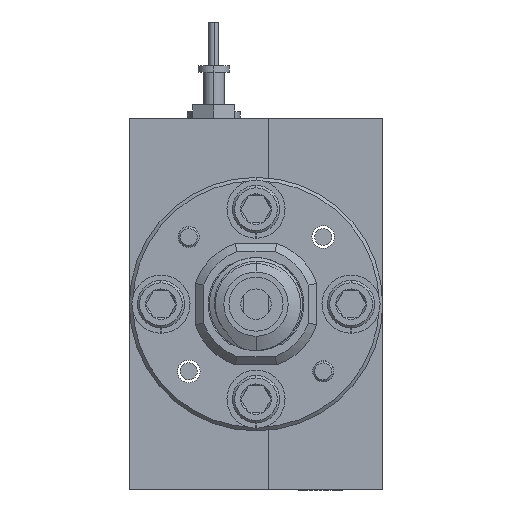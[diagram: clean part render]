
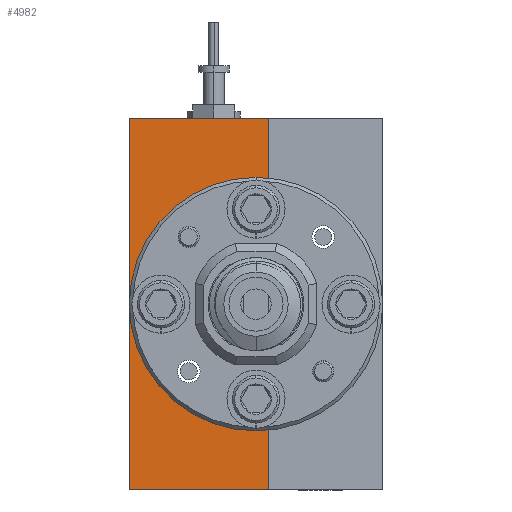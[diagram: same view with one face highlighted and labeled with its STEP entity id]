
A CAD part, left-side view. The second image highlights one B-rep face of the part: STEP entity #4982.
In plain terms, the highlighted planar face has unit normal (-1, 0, 0).
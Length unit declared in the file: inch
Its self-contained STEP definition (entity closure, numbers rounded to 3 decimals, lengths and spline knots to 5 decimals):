
#151 = DIRECTION ( 'NONE',  ( 0., 0., 1. ) ) ;
#197 = EDGE_CURVE ( 'NONE', #10723, #3225, #10957, .T. ) ;
#437 = VECTOR ( 'NONE', #6462, 39.37008 ) ;
#1248 = VERTEX_POINT ( 'NONE', #15790 ) ;
#1609 = ORIENTED_EDGE ( 'NONE', *, *, #6806, .F. ) ;
#1623 = DIRECTION ( 'NONE',  ( -1., 0., 0. ) ) ;
#1744 = CARTESIAN_POINT ( 'NONE',  ( -1.17925, 0.75, -1.67364 ) ) ;
#1999 = EDGE_CURVE ( 'NONE', #13439, #1248, #6404, .T. ) ;
#2298 = ORIENTED_EDGE ( 'NONE', *, *, #7878, .F. ) ;
#2439 = VERTEX_POINT ( 'NONE', #8475 ) ;
#2736 = DIRECTION ( 'NONE',  ( 0., 0., 1. ) ) ;
#2766 = CARTESIAN_POINT ( 'NONE',  ( -1.17925, 0.375, -1.40489 ) ) ;
#3084 = CARTESIAN_POINT ( 'NONE',  ( -1.17925, 0.375, -1.12364 ) ) ;
#3166 = VECTOR ( 'NONE', #14827, 39.37008 ) ;
#3225 = VERTEX_POINT ( 'NONE', #14913 ) ;
#3360 = ORIENTED_EDGE ( 'NONE', *, *, #3521, .T. ) ;
#3509 = EDGE_CURVE ( 'NONE', #16702, #5612, #12266, .T. ) ;
#3521 = EDGE_CURVE ( 'NONE', #2439, #16046, #4121, .T. ) ;
#4069 = FACE_OUTER_BOUND ( 'NONE', #6724, .T. ) ;
#4121 = LINE ( 'NONE', #10643, #6968 ) ;
#4346 = VERTEX_POINT ( 'NONE', #14319 ) ;
#4982 = ADVANCED_FACE ( 'NONE', ( #4069 ), #16430, .F. ) ;
#4987 = ORIENTED_EDGE ( 'NONE', *, *, #14843, .T. ) ;
#5550 = DIRECTION ( 'NONE',  ( -1., 0., 0. ) ) ;
#5612 = VERTEX_POINT ( 'NONE', #10974 ) ;
#5711 = AXIS2_PLACEMENT_3D ( 'NONE', #9433, #14726, #10586 ) ;
#6027 = CARTESIAN_POINT ( 'NONE',  ( -1.17925, 0.338, -0.78297 ) ) ;
#6151 = DIRECTION ( 'NONE',  ( 0., 0., 1. ) ) ;
#6302 = CARTESIAN_POINT ( 'NONE',  ( -1.17925, 0.65625, -1.12364 ) ) ;
#6404 = LINE ( 'NONE', #15323, #16027 ) ;
#6462 = DIRECTION ( 'NONE',  ( 0., 0., 1. ) ) ;
#6587 = CIRCLE ( 'NONE', #10551, 0.34 ) ;
#6724 = EDGE_LOOP ( 'NONE', ( #3360, #1609, #13185, #2298, #8858, #9939, #4987, #15063, #12944, #13516 ) ) ;
#6806 = EDGE_CURVE ( 'NONE', #5612, #16046, #14895, .T. ) ;
#6968 = VECTOR ( 'NONE', #11863, 39.37008 ) ;
#7147 = AXIS2_PLACEMENT_3D ( 'NONE', #2766, #5550, #151 ) ;
#7167 = CARTESIAN_POINT ( 'NONE',  ( -1.17925, 0.338, -1.46431 ) ) ;
#7643 = DIRECTION ( 'NONE',  ( -1., 0., 0. ) ) ;
#7703 = DIRECTION ( 'NONE',  ( 0., 0., 1. ) ) ;
#7878 = EDGE_CURVE ( 'NONE', #4346, #16702, #14862, .T. ) ;
#8013 = LINE ( 'NONE', #11424, #437 ) ;
#8383 = CARTESIAN_POINT ( 'NONE',  ( -1.17925, 0.75, -1.67364 ) ) ;
#8475 = CARTESIAN_POINT ( 'NONE',  ( -1.17925, 0.338, -1.67364 ) ) ;
#8487 = DIRECTION ( 'NONE',  ( 1., 0., 0. ) ) ;
#8592 = CARTESIAN_POINT ( 'NONE',  ( -1.17925, 0.75, -0.57364 ) ) ;
#8858 = ORIENTED_EDGE ( 'NONE', *, *, #10910, .F. ) ;
#9150 = EDGE_CURVE ( 'NONE', #12267, #2439, #9944, .T. ) ;
#9433 = CARTESIAN_POINT ( 'NONE',  ( -1.17925, 0.375, -1.12364 ) ) ;
#9501 = DIRECTION ( 'NONE',  ( 0., 0., 1. ) ) ;
#9939 = ORIENTED_EDGE ( 'NONE', *, *, #197, .F. ) ;
#9944 = LINE ( 'NONE', #8383, #3166 ) ;
#10104 = CARTESIAN_POINT ( 'NONE',  ( -1.17925, 0.338, -0.57364 ) ) ;
#10551 = AXIS2_PLACEMENT_3D ( 'NONE', #3084, #1623, #9501 ) ;
#10573 = DIRECTION ( 'NONE',  ( -1., 0., 0. ) ) ;
#10586 = DIRECTION ( 'NONE',  ( 0., 0., 1. ) ) ;
#10643 = CARTESIAN_POINT ( 'NONE',  ( -1.17925, 0.338, -0.57364 ) ) ;
#10723 = VERTEX_POINT ( 'NONE', #6027 ) ;
#10910 = EDGE_CURVE ( 'NONE', #3225, #4346, #6587, .T. ) ;
#10957 = CIRCLE ( 'NONE', #12832, 0.07 ) ;
#10974 = CARTESIAN_POINT ( 'NONE',  ( -1.17925, 0.41677, -1.46107 ) ) ;
#11047 = DIRECTION ( 'NONE',  ( 0., 0., -1. ) ) ;
#11424 = CARTESIAN_POINT ( 'NONE',  ( -1.17925, 0.75, -0.57364 ) ) ;
#11863 = DIRECTION ( 'NONE',  ( 0., 0., 1. ) ) ;
#12266 = CIRCLE ( 'NONE', #5711, 0.34 ) ;
#12267 = VERTEX_POINT ( 'NONE', #1744 ) ;
#12671 = EDGE_CURVE ( 'NONE', #12267, #13439, #8013, .T. ) ;
#12832 = AXIS2_PLACEMENT_3D ( 'NONE', #13057, #10573, #2736 ) ;
#12944 = ORIENTED_EDGE ( 'NONE', *, *, #12671, .F. ) ;
#13014 = AXIS2_PLACEMENT_3D ( 'NONE', #8592, #8487, #11047 ) ;
#13057 = CARTESIAN_POINT ( 'NONE',  ( -1.17925, 0.375, -0.84239 ) ) ;
#13185 = ORIENTED_EDGE ( 'NONE', *, *, #3509, .F. ) ;
#13439 = VERTEX_POINT ( 'NONE', #15536 ) ;
#13516 = ORIENTED_EDGE ( 'NONE', *, *, #9150, .T. ) ;
#14010 = CARTESIAN_POINT ( 'NONE',  ( -1.17925, 0.71242, -1.16541 ) ) ;
#14319 = CARTESIAN_POINT ( 'NONE',  ( -1.17925, 0.71242, -1.08188 ) ) ;
#14351 = LINE ( 'NONE', #10104, #16621 ) ;
#14726 = DIRECTION ( 'NONE',  ( -1., 0., 0. ) ) ;
#14751 = AXIS2_PLACEMENT_3D ( 'NONE', #6302, #7643, #7703 ) ;
#14827 = DIRECTION ( 'NONE',  ( 0., -1., 0. ) ) ;
#14843 = EDGE_CURVE ( 'NONE', #10723, #1248, #14351, .T. ) ;
#14862 = CIRCLE ( 'NONE', #14751, 0.07 ) ;
#14895 = CIRCLE ( 'NONE', #7147, 0.07 ) ;
#14913 = CARTESIAN_POINT ( 'NONE',  ( -1.17925, 0.41677, -0.78622 ) ) ;
#15063 = ORIENTED_EDGE ( 'NONE', *, *, #1999, .F. ) ;
#15323 = CARTESIAN_POINT ( 'NONE',  ( -1.17925, 0.75, -0.57364 ) ) ;
#15536 = CARTESIAN_POINT ( 'NONE',  ( -1.17925, 0.75, -0.57364 ) ) ;
#15790 = CARTESIAN_POINT ( 'NONE',  ( -1.17925, 0.338, -0.57364 ) ) ;
#16027 = VECTOR ( 'NONE', #16551, 39.37008 ) ;
#16046 = VERTEX_POINT ( 'NONE', #7167 ) ;
#16430 = PLANE ( 'NONE',  #13014 ) ;
#16551 = DIRECTION ( 'NONE',  ( 0., -1., 0. ) ) ;
#16621 = VECTOR ( 'NONE', #6151, 39.37008 ) ;
#16702 = VERTEX_POINT ( 'NONE', #14010 ) ;
